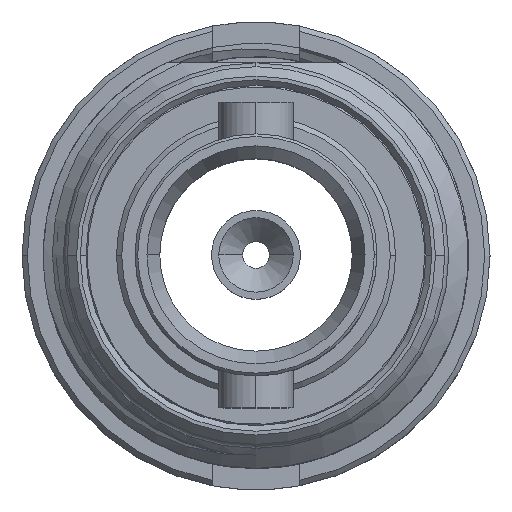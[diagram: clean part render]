
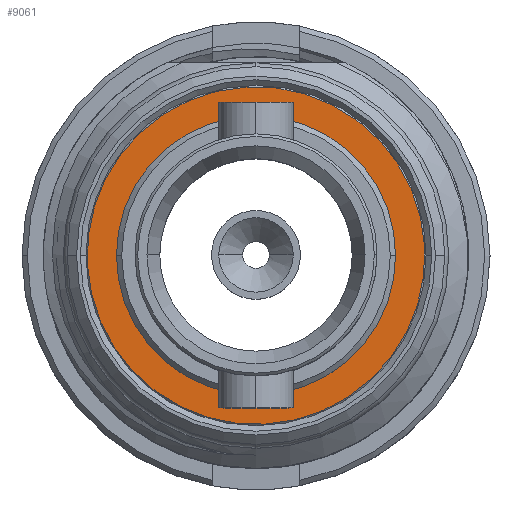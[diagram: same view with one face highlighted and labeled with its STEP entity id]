
A CAD part, top view. The second image highlights one B-rep face of the part: STEP entity #9061.
In plain terms, the highlighted planar face has unit normal (0, 0, 1).
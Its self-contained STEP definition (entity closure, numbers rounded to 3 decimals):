
#854 = DIRECTION ( 'NONE',  ( 0., 0., 1. ) ) ;
#950 = EDGE_CURVE ( 'NONE', #9538, #5125, #1099, .T. ) ;
#1027 = DIRECTION ( 'NONE',  ( 0., 0., 1. ) ) ;
#1085 = CARTESIAN_POINT ( 'NONE',  ( -6.343, -9.429, 16.037 ) ) ;
#1095 = ORIENTED_EDGE ( 'NONE', *, *, #9598, .T. ) ;
#1099 = CIRCLE ( 'NONE', #7191, 2.6 ) ;
#1327 = CIRCLE ( 'NONE', #6052, 3.175 ) ;
#1332 = AXIS2_PLACEMENT_3D ( 'NONE', #3824, #6329, #5351 ) ;
#1603 = CARTESIAN_POINT ( 'NONE',  ( -1.039, -7.147, 16.037 ) ) ;
#1982 = EDGE_LOOP ( 'NONE', ( #1095, #4567 ) ) ;
#2073 = DIRECTION ( 'NONE',  ( 0., 0., 1. ) ) ;
#2185 = FACE_OUTER_BOUND ( 'NONE', #1982, .T. ) ;
#2708 = EDGE_CURVE ( 'NONE', #5125, #9538, #2871, .T. ) ;
#2871 = CIRCLE ( 'NONE', #4106, 2.6 ) ;
#3349 = DIRECTION ( 'NONE',  ( 0.919, 0.395, 0. ) ) ;
#3377 = DIRECTION ( 'NONE',  ( 0.919, 0.395, 0. ) ) ;
#3824 = CARTESIAN_POINT ( 'NONE',  ( -4.455, -5.786, 16.037 ) ) ;
#4106 = AXIS2_PLACEMENT_3D ( 'NONE', #4570, #5338, #6317 ) ;
#4206 = VERTEX_POINT ( 'NONE', #1085 ) ;
#4480 = CARTESIAN_POINT ( 'NONE',  ( -3.427, -8.174, 16.037 ) ) ;
#4567 = ORIENTED_EDGE ( 'NONE', *, *, #8534, .T. ) ;
#4570 = CARTESIAN_POINT ( 'NONE',  ( -3.427, -8.174, 16.037 ) ) ;
#5111 = DIRECTION ( 'NONE',  ( 0.919, 0.395, 0. ) ) ;
#5125 = VERTEX_POINT ( 'NONE', #1603 ) ;
#5178 = CARTESIAN_POINT ( 'NONE',  ( -3.427, -8.174, 16.037 ) ) ;
#5338 = DIRECTION ( 'NONE',  ( 0., 0., 1. ) ) ;
#5351 = DIRECTION ( 'NONE',  ( 0.919, 0.395, 0. ) ) ;
#6052 = AXIS2_PLACEMENT_3D ( 'NONE', #5178, #1027, #3377 ) ;
#6317 = DIRECTION ( 'NONE',  ( 0.919, 0.395, 0. ) ) ;
#6329 = DIRECTION ( 'NONE',  ( 0., 0., 1. ) ) ;
#6389 = ORIENTED_EDGE ( 'NONE', *, *, #950, .F. ) ;
#6410 = CARTESIAN_POINT ( 'NONE',  ( -5.815, -9.202, 16.037 ) ) ;
#6748 = AXIS2_PLACEMENT_3D ( 'NONE', #4480, #2073, #3349 ) ;
#7191 = AXIS2_PLACEMENT_3D ( 'NONE', #10014, #854, #5111 ) ;
#7412 = ORIENTED_EDGE ( 'NONE', *, *, #2708, .F. ) ;
#7793 = FACE_BOUND ( 'NONE', #9812, .T. ) ;
#8534 = EDGE_CURVE ( 'NONE', #8939, #4206, #1327, .T. ) ;
#8550 = CARTESIAN_POINT ( 'NONE',  ( -0.51, -6.919, 16.037 ) ) ;
#8939 = VERTEX_POINT ( 'NONE', #8550 ) ;
#9061 = ADVANCED_FACE ( 'NONE', ( #2185, #7793 ), #10512, .T. ) ;
#9538 = VERTEX_POINT ( 'NONE', #6410 ) ;
#9598 = EDGE_CURVE ( 'NONE', #4206, #8939, #10384, .T. ) ;
#9812 = EDGE_LOOP ( 'NONE', ( #7412, #6389 ) ) ;
#10014 = CARTESIAN_POINT ( 'NONE',  ( -3.427, -8.174, 16.037 ) ) ;
#10384 = CIRCLE ( 'NONE', #6748, 3.175 ) ;
#10512 = PLANE ( 'NONE',  #1332 ) ;
